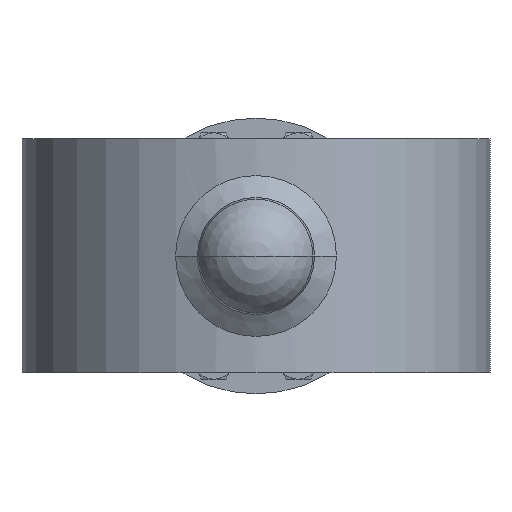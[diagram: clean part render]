
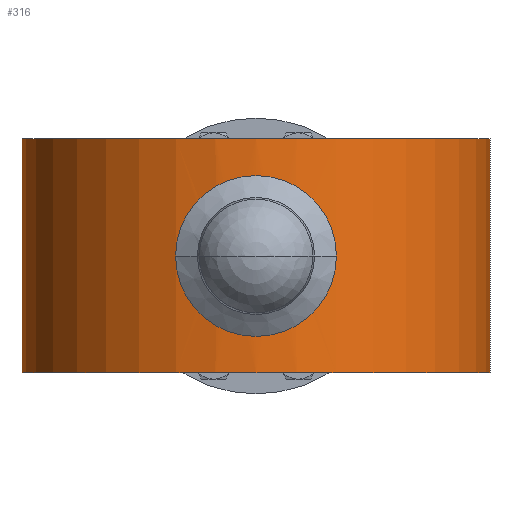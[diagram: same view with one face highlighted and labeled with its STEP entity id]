
A CAD part, front view. The second image highlights one B-rep face of the part: STEP entity #316.
In plain terms, the highlighted cylindrical face has radius 177.8 mm (diameter 355.6 mm), a partial arc.
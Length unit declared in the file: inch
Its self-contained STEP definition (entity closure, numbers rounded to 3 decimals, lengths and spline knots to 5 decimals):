
#6=CARTESIAN_POINT('',(0.,0.,-3.5));
#7=DIRECTION('',(0.,0.,1.));
#8=DIRECTION('',(-1.,0.,0.));
#9=AXIS2_PLACEMENT_3D('',#6,#7,#8);
#21=DIRECTION('',(0.,0.,1.));
#22=VECTOR('',#21,7.);
#23=CARTESIAN_POINT('',(7.,0.,-3.5));
#24=LINE('',#23,#22);
#63=DIRECTION('',(0.,0.,1.));
#64=VECTOR('',#63,7.);
#65=CARTESIAN_POINT('',(-7.,0.,-3.5));
#66=LINE('',#65,#64);
#67=CARTESIAN_POINT('',(1.25,-6.88749,0.));
#68=CARTESIAN_POINT('',(1.25,-6.88749,-0.08292));
#69=CARTESIAN_POINT('',(1.23389,-6.89044,-0.24517));
#70=CARTESIAN_POINT('',(1.16191,-6.90311,-0.48258));
#71=CARTESIAN_POINT('',(1.04554,-6.92193,-0.69956));
#72=CARTESIAN_POINT('',(0.88979,-6.94395,
-0.88922));
#73=CARTESIAN_POINT('',(0.70108,-6.96579,-1.04438));
#74=CARTESIAN_POINT('',(0.48435,-6.98452,-1.16146));
#75=CARTESIAN_POINT('',(0.24147,-6.99726,-1.2348));
#76=CARTESIAN_POINT('',(0.00188,-7.00134,-1.25743));
#77=CARTESIAN_POINT('',(-0.2381,-6.99738,
-1.23548));
#78=CARTESIAN_POINT('',(-0.48161,-6.98472,
-1.16266));
#79=CARTESIAN_POINT('',(-0.69952,-6.96596,
-1.04551));
#80=CARTESIAN_POINT('',(-0.88904,-6.94405,
-0.89003));
#81=CARTESIAN_POINT('',(-1.04533,-6.92197,
-0.69994));
#82=CARTESIAN_POINT('',(-1.162,-6.9031,
-0.48245));
#83=CARTESIAN_POINT('',(-1.23399,-6.89042,
-0.24467));
#84=CARTESIAN_POINT('',(-1.25,-6.88749,
-0.08269));
#85=CARTESIAN_POINT('',(-1.25,-6.88749,
0.));
#87=CARTESIAN_POINT('',(-1.25,-6.88749,
0.));
#88=CARTESIAN_POINT('',(-1.25,-6.88749,0.08306));
#89=CARTESIAN_POINT('',(-1.23383,-6.89045,0.24549));
#90=CARTESIAN_POINT('',(-1.16179,-6.90313,0.48285));
#91=CARTESIAN_POINT('',(-1.04546,-6.92194,0.69965));
#92=CARTESIAN_POINT('',(-0.88986,-6.94394,
0.88913));
#93=CARTESIAN_POINT('',(-0.70133,-6.96576,1.04419));
#94=CARTESIAN_POINT('',(-0.48481,-6.98449,1.16126));
#95=CARTESIAN_POINT('',(-0.24205,-6.99723,1.23467));
#96=CARTESIAN_POINT('',(-0.0029,-7.00134,1.2574));
#97=CARTESIAN_POINT('',(0.23696,-6.99742,1.2357));
#98=CARTESIAN_POINT('',(0.48072,-6.98479,1.16304));
#99=CARTESIAN_POINT('',(0.69886,-6.96603,1.04596));
#100=CARTESIAN_POINT('',(0.88861,-6.94411,
0.89048));
#101=CARTESIAN_POINT('',(1.04507,-6.92201,0.70035));
#102=CARTESIAN_POINT('',(1.16189,-6.90312,0.48275));
#103=CARTESIAN_POINT('',(1.23397,-6.89043,0.24483));
#104=CARTESIAN_POINT('',(1.25,-6.88749,0.08275));
#105=CARTESIAN_POINT('',(1.25,-6.88749,0.));
#112=CARTESIAN_POINT('',(0.,0.,3.5));
#113=DIRECTION('',(0.,0.,1.));
#114=DIRECTION('',(-1.,0.,0.));
#115=AXIS2_PLACEMENT_3D('',#112,#113,#114);
#231=CARTESIAN_POINT('',(7.,0.,-3.5));
#232=CARTESIAN_POINT('',(-7.,0.,-3.5));
#233=VERTEX_POINT('',#231);
#234=VERTEX_POINT('',#232);
#239=CARTESIAN_POINT('',(7.,0.,3.5));
#240=CARTESIAN_POINT('',(-7.,0.,3.5));
#241=VERTEX_POINT('',#239);
#242=VERTEX_POINT('',#240);
#247=VERTEX_POINT('',#67);
#248=VERTEX_POINT('',#85);
#298=CARTESIAN_POINT('',(0.,0.,-3.5));
#299=DIRECTION('',(0.,0.,1.));
#300=DIRECTION('',(1.,0.,0.));
#301=AXIS2_PLACEMENT_3D('',#298,#299,#300);
#302=CYLINDRICAL_SURFACE('',#301,7.);
#303=ORIENTED_EDGE('',*,*,#266,.F.);
#304=ORIENTED_EDGE('',*,*,#287,.T.);
#306=ORIENTED_EDGE('',*,*,#305,.T.);
#307=ORIENTED_EDGE('',*,*,#283,.F.);
#308=EDGE_LOOP('',(#303,#304,#306,#307));
#309=FACE_OUTER_BOUND('',#308,.F.);
#311=ORIENTED_EDGE('',*,*,#310,.F.);
#313=ORIENTED_EDGE('',*,*,#312,.F.);
#314=EDGE_LOOP('',(#311,#313));
#315=FACE_BOUND('',#314,.F.);
#10=CIRCLE('',#9,7.);
#86=B_SPLINE_CURVE_WITH_KNOTS('',3,(#67,#68,#69,#70,#71,#72,#73,#74,#75,#76,#77,
#78,#79,#80,#81,#82,#83,#84,#85),.UNSPECIFIED.,.F.,.F.,(4,1,1,1,1,1,1,1,1,1,1,1,
1,1,1,1,4),(0.,0.0625,0.125,0.1875,0.25,0.3125,0.375,0.4375,
0.5,0.5625,0.625,0.6875,0.75,0.8125,0.875,0.9375,1.),
.UNSPECIFIED.);
#106=B_SPLINE_CURVE_WITH_KNOTS('',3,(#87,#88,#89,#90,#91,#92,#93,#94,#95,#96,
#97,#98,#99,#100,#101,#102,#103,#104,#105),.UNSPECIFIED.,.F.,.F.,(4,1,1,1,1,1,1,
1,1,1,1,1,1,1,1,1,4),(0.,0.0625,0.125,0.1875,0.25,0.3125,0.375,
0.4375,0.5,0.5625,0.625,0.6875,0.75,0.8125,0.875,0.9375,1.),
.UNSPECIFIED.);
#116=CIRCLE('',#115,7.);
#266=EDGE_CURVE('',#234,#233,#10,.T.);
#283=EDGE_CURVE('',#233,#241,#24,.T.);
#287=EDGE_CURVE('',#234,#242,#66,.T.);
#305=EDGE_CURVE('',#242,#241,#116,.T.);
#310=EDGE_CURVE('',#247,#248,#86,.T.);
#312=EDGE_CURVE('',#248,#247,#106,.T.);
#316=ADVANCED_FACE('',(#309,#315),#302,.T.);
